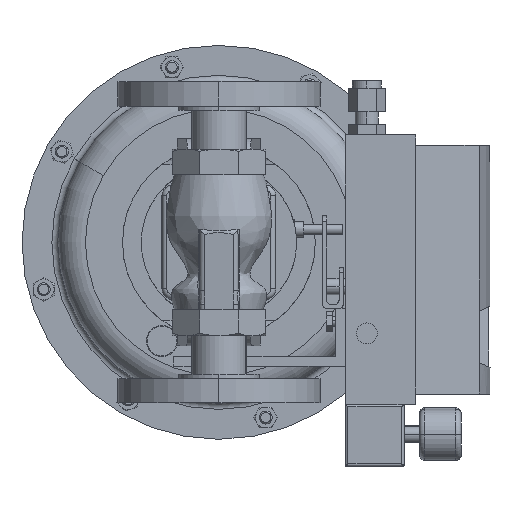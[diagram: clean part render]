
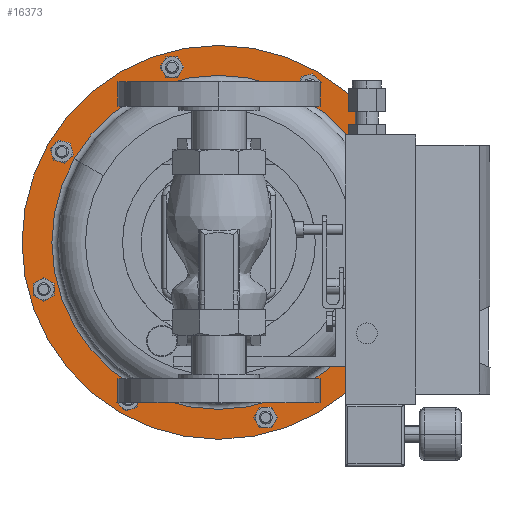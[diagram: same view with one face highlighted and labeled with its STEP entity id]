
A CAD part, front view. The second image highlights one B-rep face of the part: STEP entity #16373.
In plain terms, the highlighted planar face has unit normal (0, -1, 0).
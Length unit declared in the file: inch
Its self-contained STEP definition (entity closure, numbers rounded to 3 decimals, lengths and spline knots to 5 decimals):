
#431 = EDGE_CURVE ( 'NONE', #18921, #25105, #27766, .T. ) ;
#983 = EDGE_LOOP ( 'NONE', ( #8807, #12534 ) ) ;
#1353 = DIRECTION ( 'NONE',  ( 0.866, 0., -0.5 ) ) ;
#1431 = CARTESIAN_POINT ( 'NONE',  ( -3.48922, 8.835, -0.2355 ) ) ;
#1652 = AXIS2_PLACEMENT_3D ( 'NONE', #21256, #6253, #23797 ) ;
#3278 = ORIENTED_EDGE ( 'NONE', *, *, #15130, .T. ) ;
#4857 = EDGE_CURVE ( 'NONE', #16624, #25862, #9175, .T. ) ;
#5655 = AXIS2_PLACEMENT_3D ( 'NONE', #31409, #16348, #1353 ) ;
#6253 = DIRECTION ( 'NONE',  ( 0., 1., 0. ) ) ;
#7071 = AXIS2_PLACEMENT_3D ( 'NONE', #11281, #28787, #13799 ) ;
#7248 = CIRCLE ( 'NONE', #7071, 4.75 ) ;
#8807 = ORIENTED_EDGE ( 'NONE', *, *, #31570, .F. ) ;
#9175 = CIRCLE ( 'NONE', #1652, 4.029 ) ;
#9993 = DIRECTION ( 'NONE',  ( -0.866, 0., 0.5 ) ) ;
#11281 = CARTESIAN_POINT ( 'NONE',  ( 0., 8.835, -2.25 ) ) ;
#11395 = CARTESIAN_POINT ( 'NONE',  ( 0., 8.835, -2.25 ) ) ;
#12119 = FACE_OUTER_BOUND ( 'NONE', #983, .T. ) ;
#12534 = ORIENTED_EDGE ( 'NONE', *, *, #431, .F. ) ;
#13799 = DIRECTION ( 'NONE',  ( 0.866, 0., -0.5 ) ) ;
#13903 = DIRECTION ( 'NONE',  ( 0.866, 0., -0.5 ) ) ;
#14954 = DIRECTION ( 'NONE',  ( 0., -1., 0. ) ) ;
#15130 = EDGE_CURVE ( 'NONE', #25862, #16624, #24720, .T. ) ;
#16348 = DIRECTION ( 'NONE',  ( 0., 1., 0. ) ) ;
#16373 = ADVANCED_FACE ( 'NONE', ( #25435, #12119 ), #19968, .T. ) ;
#16624 = VERTEX_POINT ( 'NONE', #26521 ) ;
#18921 = VERTEX_POINT ( 'NONE', #30650 ) ;
#19968 = PLANE ( 'NONE',  #21632 ) ;
#21256 = CARTESIAN_POINT ( 'NONE',  ( 0., 8.835, -2.25 ) ) ;
#21632 = AXIS2_PLACEMENT_3D ( 'NONE', #32474, #14954, #9993 ) ;
#23797 = DIRECTION ( 'NONE',  ( 0.866, 0., -0.5 ) ) ;
#24720 = CIRCLE ( 'NONE', #5655, 4.029 ) ;
#24827 = EDGE_LOOP ( 'NONE', ( #26547, #3278 ) ) ;
#25105 = VERTEX_POINT ( 'NONE', #28317 ) ;
#25435 = FACE_BOUND ( 'NONE', #24827, .T. ) ;
#25862 = VERTEX_POINT ( 'NONE', #1431 ) ;
#26521 = CARTESIAN_POINT ( 'NONE',  ( 3.48922, 8.835, -4.2645 ) ) ;
#26547 = ORIENTED_EDGE ( 'NONE', *, *, #4857, .T. ) ;
#27766 = CIRCLE ( 'NONE', #32406, 4.75 ) ;
#28317 = CARTESIAN_POINT ( 'NONE',  ( 4.11362, 8.835, -4.625 ) ) ;
#28787 = DIRECTION ( 'NONE',  ( 0., 1., 0. ) ) ;
#28909 = DIRECTION ( 'NONE',  ( 0., 1., 0. ) ) ;
#30650 = CARTESIAN_POINT ( 'NONE',  ( -4.11362, 8.835, 0.125 ) ) ;
#31409 = CARTESIAN_POINT ( 'NONE',  ( 0., 8.835, -2.25 ) ) ;
#31570 = EDGE_CURVE ( 'NONE', #25105, #18921, #7248, .T. ) ;
#32406 = AXIS2_PLACEMENT_3D ( 'NONE', #11395, #28909, #13903 ) ;
#32474 = CARTESIAN_POINT ( 'NONE',  ( -2.375, 8.835, -6.36362 ) ) ;
